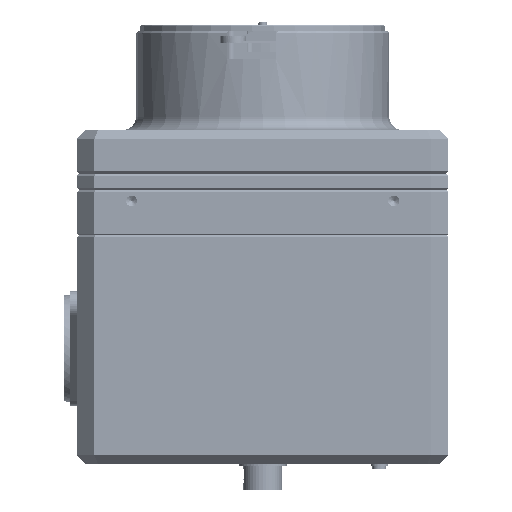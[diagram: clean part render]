
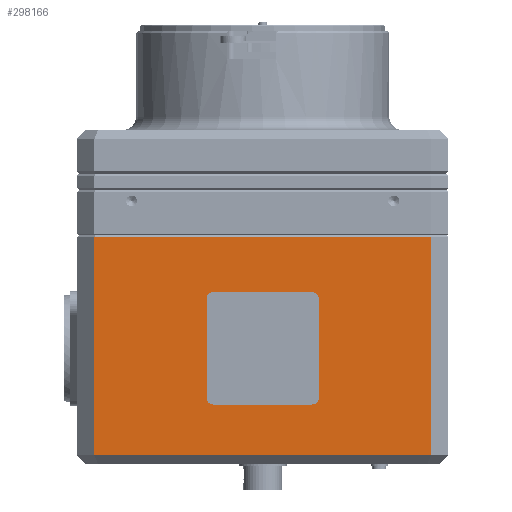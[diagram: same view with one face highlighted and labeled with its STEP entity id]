
A CAD part, front view. The second image highlights one B-rep face of the part: STEP entity #298166.
In plain terms, the highlighted planar face has unit normal (0, -1, 0).
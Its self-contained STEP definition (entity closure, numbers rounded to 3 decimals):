
#1686 = CARTESIAN_POINT ( 'NONE',  ( -12.85, -39.705, -5.69 ) ) ;
#4615 = CARTESIAN_POINT ( 'NONE',  ( 11.35, -39.705, -5.69 ) ) ;
#6385 = DIRECTION ( 'NONE',  ( 0., 1., 0. ) ) ;
#7241 = ORIENTED_EDGE ( 'NONE', *, *, #159086, .T. ) ;
#8477 = CARTESIAN_POINT ( 'NONE',  ( 12.85, -39.705, -29.89 ) ) ;
#11008 = VERTEX_POINT ( 'NONE', #104652 ) ;
#13491 = CARTESIAN_POINT ( 'NONE',  ( 38.5, -39.705, 8.46 ) ) ;
#14656 = CARTESIAN_POINT ( 'NONE',  ( 0., -39.705, 7.96 ) ) ;
#19534 = LINE ( 'NONE', #82464, #41116 ) ;
#25254 = VERTEX_POINT ( 'NONE', #82527 ) ;
#26668 = CARTESIAN_POINT ( 'NONE',  ( -11.35, -39.705, -29.89 ) ) ;
#37905 = CARTESIAN_POINT ( 'NONE',  ( 12.85, -39.705, -5.69 ) ) ;
#38379 = EDGE_CURVE ( 'NONE', #25254, #105180, #255791, .T. ) ;
#40627 = VERTEX_POINT ( 'NONE', #267725 ) ;
#41116 = VECTOR ( 'NONE', #161628, 1000. ) ;
#41288 = ORIENTED_EDGE ( 'NONE', *, *, #348920, .T. ) ;
#41546 = EDGE_CURVE ( 'NONE', #253409, #11008, #74131, .T. ) ;
#45321 = AXIS2_PLACEMENT_3D ( 'NONE', #343358, #255372, #66546 ) ;
#49058 = ORIENTED_EDGE ( 'NONE', *, *, #311972, .T. ) ;
#54197 = DIRECTION ( 'NONE',  ( 0., 0., -1. ) ) ;
#63950 = ORIENTED_EDGE ( 'NONE', *, *, #273173, .T. ) ;
#66546 = DIRECTION ( 'NONE',  ( 0., 0., 1. ) ) ;
#68664 = FACE_BOUND ( 'NONE', #195403, .T. ) ;
#72703 = VERTEX_POINT ( 'NONE', #308947 ) ;
#73030 = DIRECTION ( 'NONE',  ( 0., 1., 0. ) ) ;
#74009 = DIRECTION ( 'NONE',  ( 0., -1., 0. ) ) ;
#74131 = CIRCLE ( 'NONE', #45321, 1.5 ) ;
#76739 = VERTEX_POINT ( 'NONE', #224445 ) ;
#78185 = ORIENTED_EDGE ( 'NONE', *, *, #38379, .T. ) ;
#79620 = VERTEX_POINT ( 'NONE', #300907 ) ;
#79947 = LINE ( 'NONE', #151651, #281000 ) ;
#82464 = CARTESIAN_POINT ( 'NONE',  ( 12.85, -39.705, -4.19 ) ) ;
#82527 = CARTESIAN_POINT ( 'NONE',  ( 38.5, -39.705, -41.563 ) ) ;
#87416 = DIRECTION ( 'NONE',  ( 0., 0., 1. ) ) ;
#89786 = VECTOR ( 'NONE', #182256, 1000. ) ;
#92412 = EDGE_CURVE ( 'NONE', #11008, #40627, #19534, .T. ) ;
#104652 = CARTESIAN_POINT ( 'NONE',  ( -11.35, -39.705, -4.19 ) ) ;
#105180 = VERTEX_POINT ( 'NONE', #13491 ) ;
#113037 = VECTOR ( 'NONE', #54197, 1000. ) ;
#119360 = VECTOR ( 'NONE', #144512, 1000. ) ;
#122720 = EDGE_CURVE ( 'NONE', #105180, #72703, #205693, .T. ) ;
#126851 = CIRCLE ( 'NONE', #132516, 1.5 ) ;
#131647 = EDGE_CURVE ( 'NONE', #201779, #25254, #284356, .T. ) ;
#132516 = AXIS2_PLACEMENT_3D ( 'NONE', #194627, #146089, #255625 ) ;
#138818 = CARTESIAN_POINT ( 'NONE',  ( 12.85, -39.705, -4.19 ) ) ;
#141758 = LINE ( 'NONE', #8477, #340367 ) ;
#142880 = AXIS2_PLACEMENT_3D ( 'NONE', #14656, #74009, #349072 ) ;
#144512 = DIRECTION ( 'NONE',  ( 0., 0., 1. ) ) ;
#146089 = DIRECTION ( 'NONE',  ( 0., 1., 0. ) ) ;
#147509 = EDGE_CURVE ( 'NONE', #76739, #248435, #141758, .T. ) ;
#147526 = ORIENTED_EDGE ( 'NONE', *, *, #131647, .T. ) ;
#150397 = CARTESIAN_POINT ( 'NONE',  ( 12.85, -39.705, -28.39 ) ) ;
#151651 = CARTESIAN_POINT ( 'NONE',  ( -38.5, -39.705, -43.563 ) ) ;
#154087 = VERTEX_POINT ( 'NONE', #37905 ) ;
#159086 = EDGE_CURVE ( 'NONE', #40627, #154087, #343737, .T. ) ;
#161628 = DIRECTION ( 'NONE',  ( 1., 0., 0. ) ) ;
#173574 = ORIENTED_EDGE ( 'NONE', *, *, #41546, .T. ) ;
#173905 = DIRECTION ( 'NONE',  ( -1., 0., 0. ) ) ;
#179147 = CARTESIAN_POINT ( 'NONE',  ( -11.35, -39.705, -28.39 ) ) ;
#180629 = EDGE_LOOP ( 'NONE', ( #78185, #274924, #274267, #147526 ) ) ;
#182256 = DIRECTION ( 'NONE',  ( -1., 0., 0. ) ) ;
#194627 = CARTESIAN_POINT ( 'NONE',  ( 11.35, -39.705, -28.39 ) ) ;
#195403 = EDGE_LOOP ( 'NONE', ( #41288, #63950, #335784, #49058, #328242, #173574, #225303, #7241 ) ) ;
#201779 = VERTEX_POINT ( 'NONE', #312258 ) ;
#205693 = LINE ( 'NONE', #345856, #89786 ) ;
#222064 = EDGE_CURVE ( 'NONE', #72703, #201779, #79947, .T. ) ;
#224445 = CARTESIAN_POINT ( 'NONE',  ( 11.35, -39.705, -29.89 ) ) ;
#225303 = ORIENTED_EDGE ( 'NONE', *, *, #92412, .T. ) ;
#225886 = VERTEX_POINT ( 'NONE', #150397 ) ;
#227189 = DIRECTION ( 'NONE',  ( 0., 0., -1. ) ) ;
#230408 = CARTESIAN_POINT ( 'NONE',  ( 0., -39.705, -41.563 ) ) ;
#244846 = LINE ( 'NONE', #138818, #113037 ) ;
#248435 = VERTEX_POINT ( 'NONE', #26668 ) ;
#253409 = VERTEX_POINT ( 'NONE', #1686 ) ;
#253945 = AXIS2_PLACEMENT_3D ( 'NONE', #179147, #73030, #317530 ) ;
#255372 = DIRECTION ( 'NONE',  ( 0., 1., 0. ) ) ;
#255625 = DIRECTION ( 'NONE',  ( 0., 0., 1. ) ) ;
#255791 = LINE ( 'NONE', #331451, #119360 ) ;
#258056 = EDGE_CURVE ( 'NONE', #79620, #253409, #354512, .T. ) ;
#267725 = CARTESIAN_POINT ( 'NONE',  ( 11.35, -39.705, -4.19 ) ) ;
#273173 = EDGE_CURVE ( 'NONE', #225886, #76739, #126851, .T. ) ;
#274223 = VECTOR ( 'NONE', #340085, 1000. ) ;
#274267 = ORIENTED_EDGE ( 'NONE', *, *, #222064, .T. ) ;
#274924 = ORIENTED_EDGE ( 'NONE', *, *, #122720, .T. ) ;
#281000 = VECTOR ( 'NONE', #227189, 1000. ) ;
#284356 = LINE ( 'NONE', #230408, #274223 ) ;
#287968 = PLANE ( 'NONE',  #142880 ) ;
#298166 = ADVANCED_FACE ( 'NONE', ( #314943, #68664 ), #287968, .T. ) ;
#300907 = CARTESIAN_POINT ( 'NONE',  ( -12.85, -39.705, -28.39 ) ) ;
#304037 = DIRECTION ( 'NONE',  ( 0., 0., 1. ) ) ;
#308947 = CARTESIAN_POINT ( 'NONE',  ( -38.5, -39.705, 8.46 ) ) ;
#311972 = EDGE_CURVE ( 'NONE', #248435, #79620, #334274, .T. ) ;
#312258 = CARTESIAN_POINT ( 'NONE',  ( -38.5, -39.705, -41.563 ) ) ;
#314943 = FACE_OUTER_BOUND ( 'NONE', #180629, .T. ) ;
#317530 = DIRECTION ( 'NONE',  ( 0., 0., 1. ) ) ;
#325728 = CARTESIAN_POINT ( 'NONE',  ( -12.85, -39.705, -4.19 ) ) ;
#328242 = ORIENTED_EDGE ( 'NONE', *, *, #258056, .T. ) ;
#331451 = CARTESIAN_POINT ( 'NONE',  ( 38.5, -39.705, 8.96 ) ) ;
#334274 = CIRCLE ( 'NONE', #253945, 1.5 ) ;
#335784 = ORIENTED_EDGE ( 'NONE', *, *, #147509, .T. ) ;
#337865 = AXIS2_PLACEMENT_3D ( 'NONE', #4615, #6385, #87416 ) ;
#340085 = DIRECTION ( 'NONE',  ( 1., 0., 0. ) ) ;
#340367 = VECTOR ( 'NONE', #173905, 1000. ) ;
#342120 = VECTOR ( 'NONE', #304037, 1000. ) ;
#343358 = CARTESIAN_POINT ( 'NONE',  ( -11.35, -39.705, -5.69 ) ) ;
#343737 = CIRCLE ( 'NONE', #337865, 1.5 ) ;
#345856 = CARTESIAN_POINT ( 'NONE',  ( 0., -39.705, 8.46 ) ) ;
#348920 = EDGE_CURVE ( 'NONE', #154087, #225886, #244846, .T. ) ;
#349072 = DIRECTION ( 'NONE',  ( 0., 0., 1. ) ) ;
#354512 = LINE ( 'NONE', #325728, #342120 ) ;
